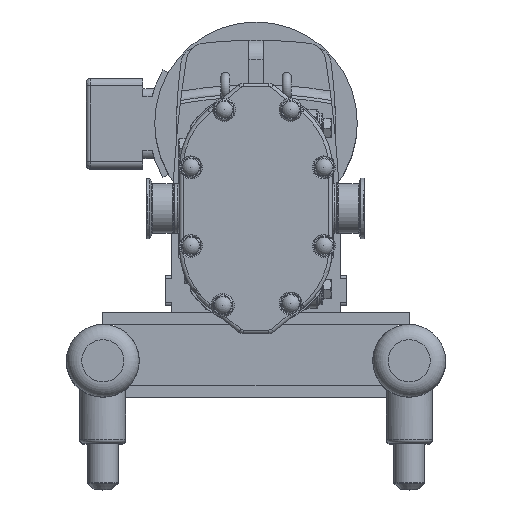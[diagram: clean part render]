
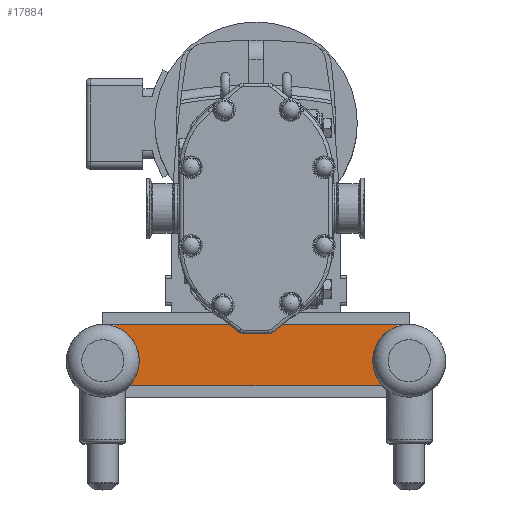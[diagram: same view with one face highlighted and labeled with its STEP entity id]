
A CAD part, top view. The second image highlights one B-rep face of the part: STEP entity #17884.
In plain terms, the highlighted planar face has unit normal (0, 0, 1).
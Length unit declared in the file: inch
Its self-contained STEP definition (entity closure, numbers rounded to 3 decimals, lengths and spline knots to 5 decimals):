
#925=CIRCLE('',#18997,1.19);
#926=CIRCLE('',#18998,1.19);
#2266=FACE_OUTER_BOUND('',#3301,.T.);
#3301=EDGE_LOOP('',(#11949,#11950,#11951,#11952,#11953,#11954));
#4433=LINE('',#26891,#5781);
#4437=LINE('',#26904,#5785);
#4438=LINE('',#26908,#5786);
#4439=LINE('',#26911,#5787);
#5781=VECTOR('',#21240,0.3937);
#5785=VECTOR('',#21248,0.3937);
#5786=VECTOR('',#21251,0.3937);
#5787=VECTOR('',#21254,0.3937);
#7162=VERTEX_POINT('',#26884);
#7164=VERTEX_POINT('',#26889);
#7168=VERTEX_POINT('',#26903);
#7169=VERTEX_POINT('',#26905);
#7170=VERTEX_POINT('',#26907);
#7171=VERTEX_POINT('',#26909);
#9058=EDGE_CURVE('',#7162,#7164,#4433,.T.);
#9063=EDGE_CURVE('',#7164,#7168,#4437,.T.);
#9064=EDGE_CURVE('',#7168,#7169,#925,.T.);
#9065=EDGE_CURVE('',#7169,#7170,#4438,.T.);
#9066=EDGE_CURVE('',#7170,#7171,#926,.T.);
#9067=EDGE_CURVE('',#7171,#7162,#4439,.T.);
#11949=ORIENTED_EDGE('',*,*,#9058,.T.);
#11950=ORIENTED_EDGE('',*,*,#9063,.T.);
#11951=ORIENTED_EDGE('',*,*,#9064,.T.);
#11952=ORIENTED_EDGE('',*,*,#9065,.T.);
#11953=ORIENTED_EDGE('',*,*,#9066,.T.);
#11954=ORIENTED_EDGE('',*,*,#9067,.T.);
#17355=PLANE('',#18996);
#17884=ADVANCED_FACE('',(#2266),#17355,.T.);
#18996=AXIS2_PLACEMENT_3D('',#26902,#21246,#21247);
#18997=AXIS2_PLACEMENT_3D('',#26906,#21249,#21250);
#18998=AXIS2_PLACEMENT_3D('',#26910,#21252,#21253);
#21240=DIRECTION('',(-1.,0.,0.));
#21246=DIRECTION('center_axis',(0.,0.,
1.));
#21247=DIRECTION('ref_axis',(1.,0.,0.));
#21248=DIRECTION('',(0.,-1.,0.));
#21249=DIRECTION('center_axis',(0.,0.,
-1.));
#21250=DIRECTION('ref_axis',(0.733,-0.681,0.));
#21251=DIRECTION('',(1.,0.,0.));
#21252=DIRECTION('center_axis',(0.,0.,
-1.));
#21253=DIRECTION('ref_axis',(-0.311,0.95,0.));
#21254=DIRECTION('',(0.,1.,0.));
#26884=CARTESIAN_POINT('',(4.63,-3.7815,-5.375));
#26889=CARTESIAN_POINT('',(-4.62,-3.7815,-5.375));
#26891=CARTESIAN_POINT('',(0.00161,-3.7815,-5.375));
#26902=CARTESIAN_POINT('Origin',(0.00321,-4.71672,-5.375));
#26903=CARTESIAN_POINT('',(-4.62,-3.8413,-5.375));
#26904=CARTESIAN_POINT('',(-4.62,-3.8413,-5.375));
#26905=CARTESIAN_POINT('',(-4.12822,-5.779,-5.375));
#26906=CARTESIAN_POINT('Origin',(-5.,-4.969,-5.375));
#26907=CARTESIAN_POINT('',(4.12822,-5.779,-5.375));
#26908=CARTESIAN_POINT('',(4.12822,-5.779,-5.375));
#26909=CARTESIAN_POINT('',(4.63,-3.83798,-5.375));
#26910=CARTESIAN_POINT('Origin',(5.,-4.969,-5.375));
#26911=CARTESIAN_POINT('',(4.63,-3.779,-5.375));
